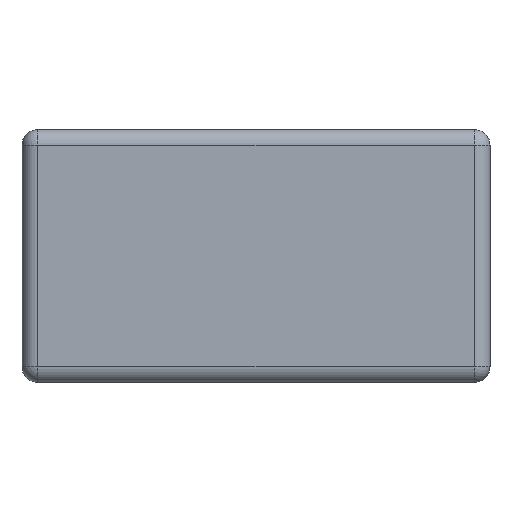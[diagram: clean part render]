
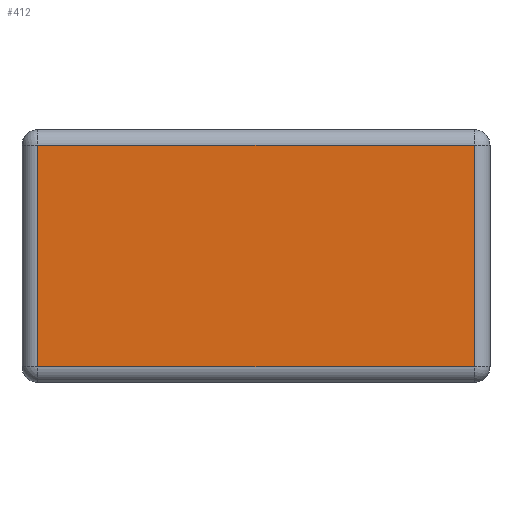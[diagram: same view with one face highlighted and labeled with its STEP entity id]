
A CAD part, left-side view. The second image highlights one B-rep face of the part: STEP entity #412.
In plain terms, the highlighted planar face has unit normal (-1, 0, 0).
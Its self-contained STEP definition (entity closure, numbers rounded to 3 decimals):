
#26=PLANE('',#470);
#32=LINE('',#685,#56);
#35=LINE('',#689,#59);
#37=LINE('',#692,#61);
#46=LINE('',#706,#70);
#56=VECTOR('',#552,10.);
#59=VECTOR('',#557,10.);
#61=VECTOR('',#561,10.);
#70=VECTOR('',#580,10.);
#115=FACE_OUTER_BOUND('',#147,.T.);
#147=EDGE_LOOP('',(#357,#358,#359,#360));
#196=VERTEX_POINT('',#640);
#202=VERTEX_POINT('',#654);
#210=VERTEX_POINT('',#671);
#212=VERTEX_POINT('',#676);
#246=EDGE_CURVE('',#202,#212,#32,.T.);
#249=EDGE_CURVE('',#212,#210,#35,.T.);
#251=EDGE_CURVE('',#210,#196,#37,.T.);
#260=EDGE_CURVE('',#196,#202,#46,.T.);
#357=ORIENTED_EDGE('',*,*,#246,.F.);
#358=ORIENTED_EDGE('',*,*,#260,.F.);
#359=ORIENTED_EDGE('',*,*,#251,.F.);
#360=ORIENTED_EDGE('',*,*,#249,.F.);
#412=ADVANCED_FACE('',(#115),#26,.T.);
#470=AXIS2_PLACEMENT_3D('',#725,#604,#605);
#552=DIRECTION('',(0.,1.,0.));
#557=DIRECTION('',(0.,0.,1.));
#561=DIRECTION('',(0.,-1.,0.));
#580=DIRECTION('',(0.,0.,-1.));
#604=DIRECTION('center_axis',(-1.,0.,0.));
#605=DIRECTION('ref_axis',(0.,-1.,0.));
#640=CARTESIAN_POINT('',(-14.,-6.9,7.5));
#654=CARTESIAN_POINT('',(-14.,-6.9,0.5));
#671=CARTESIAN_POINT('',(-14.,6.9,7.5));
#676=CARTESIAN_POINT('',(-14.,6.9,0.5));
#685=CARTESIAN_POINT('',(-14.,3.7,0.5));
#689=CARTESIAN_POINT('',(-14.,6.9,0.));
#692=CARTESIAN_POINT('',(-14.,3.7,7.5));
#706=CARTESIAN_POINT('',(-14.,-6.9,0.));
#725=CARTESIAN_POINT('Origin',(-14.,7.4,0.));
